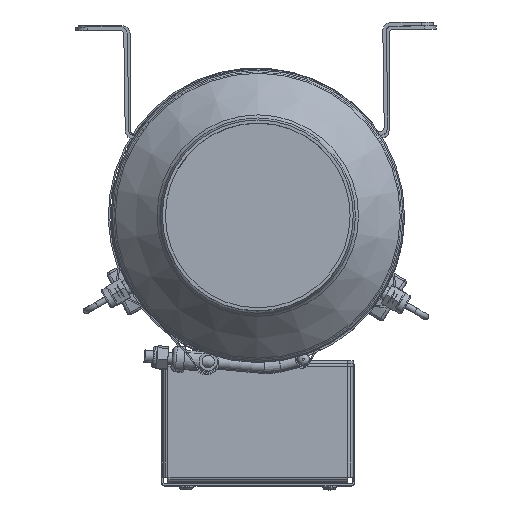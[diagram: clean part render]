
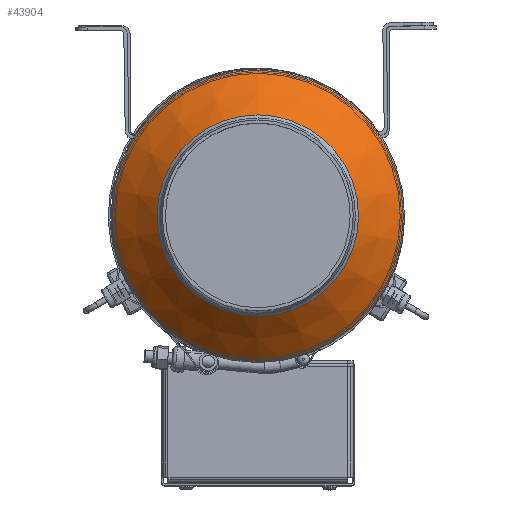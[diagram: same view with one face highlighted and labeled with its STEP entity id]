
A CAD part, top view. The second image highlights one B-rep face of the part: STEP entity #43904.
In plain terms, the highlighted conical face has half-angle 44.546 degrees and reference radius 65.513 mm.
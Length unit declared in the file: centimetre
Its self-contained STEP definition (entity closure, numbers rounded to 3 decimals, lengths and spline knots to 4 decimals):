
#113=CONICAL_SURFACE('',#48199,6.5513,0.777);
#12502=CIRCLE('',#48198,7.7435);
#12503=CIRCLE('',#48200,5.359);
#16554=VERTEX_POINT('',#72813);
#16555=VERTEX_POINT('',#72816);
#22778=EDGE_CURVE('',#16554,#16554,#12502,.T.);
#22779=EDGE_CURVE('',#16555,#16555,#12503,.T.);
#34787=ORIENTED_EDGE('',*,*,#22779,.F.);
#34788=ORIENTED_EDGE('',*,*,#22778,.T.);
#38669=EDGE_LOOP('',(#34787));
#38670=EDGE_LOOP('',(#34788));
#41384=FACE_BOUND('',#38669,.T.);
#41385=FACE_BOUND('',#38670,.T.);
#43904=ADVANCED_FACE('',(#41384,#41385),#113,.T.);
#48198=AXIS2_PLACEMENT_3D('',#72812,#59405,#59406);
#48199=AXIS2_PLACEMENT_3D('',#72814,#59407,#59408);
#48200=AXIS2_PLACEMENT_3D('',#72815,#59409,#59410);
#59405=DIRECTION('',(1.,0.,0.));
#59406=DIRECTION('',(0.,0.,-7.744));
#59407=DIRECTION('',(-1.,0.,0.));
#59408=DIRECTION('',(0.,0.,-6.551));
#59409=DIRECTION('',(1.,0.,0.));
#59410=DIRECTION('',(0.,0.,-5.359));
#72812=CARTESIAN_POINT('',(2.1912,0.,0.));
#72813=CARTESIAN_POINT('',(2.1912,0.,-7.7435));
#72814=CARTESIAN_POINT('',(3.4026,0.,0.));
#72815=CARTESIAN_POINT('',(4.6139,0.,0.));
#72816=CARTESIAN_POINT('',(4.6139,0.,-5.359));
